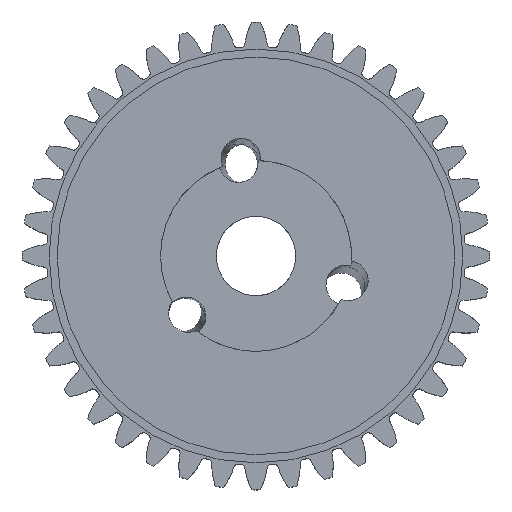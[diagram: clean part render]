
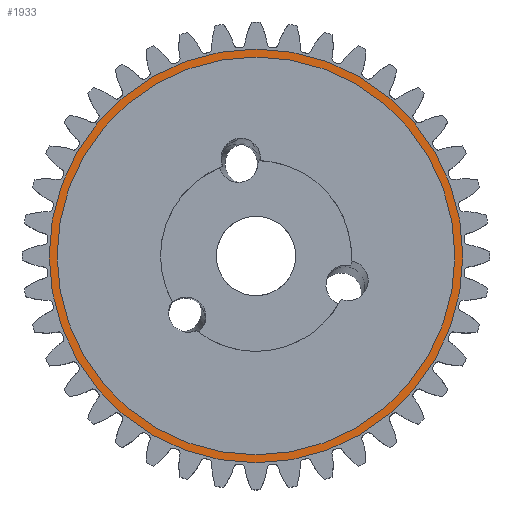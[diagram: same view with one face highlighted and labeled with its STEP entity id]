
A CAD part, top view. The second image highlights one B-rep face of the part: STEP entity #1933.
In plain terms, the highlighted planar face has unit normal (0, 0, 1).
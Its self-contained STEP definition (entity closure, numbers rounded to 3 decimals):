
#76 = PLANE('',#77);
#77 = AXIS2_PLACEMENT_3D('',#78,#79,#80);
#78 = CARTESIAN_POINT('',(0.,0.,18.75));
#79 = DIRECTION('',(0.,0.,1.));
#80 = DIRECTION('',(0.,1.,0.));
#1933 = ADVANCED_FACE('',(#1934,#1973),#1947,.T.);
#1934 = FACE_BOUND('',#1935,.T.);
#1935 = EDGE_LOOP('',(#1936));
#1936 = ORIENTED_EDGE('',*,*,#1937,.F.);
#1937 = EDGE_CURVE('',#1938,#1938,#1940,.T.);
#1938 = VERTEX_POINT('',#1939);
#1939 = CARTESIAN_POINT('',(-13.,0.,18.75));
#1940 = SURFACE_CURVE('',#1941,(#1946,#1962),.PCURVE_S1.);
#1941 = CIRCLE('',#1942,13.);
#1942 = AXIS2_PLACEMENT_3D('',#1943,#1944,#1945);
#1943 = CARTESIAN_POINT('',(0.,0.,18.75));
#1944 = DIRECTION('',(0.,0.,-1.));
#1945 = DIRECTION('',(-1.,0.,0.));
#1946 = PCURVE('',#1947,#1952);
#1947 = PLANE('',#1948);
#1948 = AXIS2_PLACEMENT_3D('',#1949,#1950,#1951);
#1949 = CARTESIAN_POINT('',(0.,0.,18.75));
#1950 = DIRECTION('',(0.,0.,1.));
#1951 = DIRECTION('',(0.,1.,0.));
#1952 = DEFINITIONAL_REPRESENTATION('',(#1953),#1961);
#1953 = ( BOUNDED_CURVE() B_SPLINE_CURVE(2,(#1954,#1955,#1956,#1957,
#1958,#1959,#1960),.UNSPECIFIED.,.T.,.F.) B_SPLINE_CURVE_WITH_KNOTS((1,2
    ,2,2,2,1),(-2.094,0.,2.094,4.189,
6.283,8.378),.UNSPECIFIED.) CURVE() 
GEOMETRIC_REPRESENTATION_ITEM() RATIONAL_B_SPLINE_CURVE((1.,0.5,1.,0.5,
1.,0.5,1.)) REPRESENTATION_ITEM('') );
#1954 = CARTESIAN_POINT('',(0.,13.));
#1955 = CARTESIAN_POINT('',(22.517,13.));
#1956 = CARTESIAN_POINT('',(11.258,-6.5));
#1957 = CARTESIAN_POINT('',(0.,-26.));
#1958 = CARTESIAN_POINT('',(-11.258,-6.5));
#1959 = CARTESIAN_POINT('',(-22.517,13.));
#1960 = CARTESIAN_POINT('',(0.,13.));
#1961 = ( GEOMETRIC_REPRESENTATION_CONTEXT(2) 
PARAMETRIC_REPRESENTATION_CONTEXT() REPRESENTATION_CONTEXT('2D SPACE',''
  ) );
#1962 = PCURVE('',#76,#1963);
#1963 = DEFINITIONAL_REPRESENTATION('',(#1964),#1972);
#1964 = ( BOUNDED_CURVE() B_SPLINE_CURVE(2,(#1965,#1966,#1967,#1968,
#1969,#1970,#1971),.UNSPECIFIED.,.T.,.F.) B_SPLINE_CURVE_WITH_KNOTS((1,2
    ,2,2,2,1),(-2.094,0.,2.094,4.189,
6.283,8.378),.UNSPECIFIED.) CURVE() 
GEOMETRIC_REPRESENTATION_ITEM() RATIONAL_B_SPLINE_CURVE((1.,0.5,1.,0.5,
1.,0.5,1.)) REPRESENTATION_ITEM('') );
#1965 = CARTESIAN_POINT('',(0.,13.));
#1966 = CARTESIAN_POINT('',(22.517,13.));
#1967 = CARTESIAN_POINT('',(11.258,-6.5));
#1968 = CARTESIAN_POINT('',(0.,-26.));
#1969 = CARTESIAN_POINT('',(-11.258,-6.5));
#1970 = CARTESIAN_POINT('',(-22.517,13.));
#1971 = CARTESIAN_POINT('',(0.,13.));
#1972 = ( GEOMETRIC_REPRESENTATION_CONTEXT(2) 
PARAMETRIC_REPRESENTATION_CONTEXT() REPRESENTATION_CONTEXT('2D SPACE',''
  ) );
#1973 = FACE_BOUND('',#1974,.T.);
#1974 = EDGE_LOOP('',(#1975));
#1975 = ORIENTED_EDGE('',*,*,#1976,.T.);
#1976 = EDGE_CURVE('',#1977,#1977,#1979,.T.);
#1977 = VERTEX_POINT('',#1978);
#1978 = CARTESIAN_POINT('',(12.5,0.,18.75));
#1979 = SURFACE_CURVE('',#1980,(#1985,#1996),.PCURVE_S1.);
#1980 = CIRCLE('',#1981,12.5);
#1981 = AXIS2_PLACEMENT_3D('',#1982,#1983,#1984);
#1982 = CARTESIAN_POINT('',(0.,0.,18.75));
#1983 = DIRECTION('',(0.,0.,-1.));
#1984 = DIRECTION('',(1.,0.,0.));
#1985 = PCURVE('',#1947,#1986);
#1986 = DEFINITIONAL_REPRESENTATION('',(#1987),#1995);
#1987 = ( BOUNDED_CURVE() B_SPLINE_CURVE(2,(#1988,#1989,#1990,#1991,
#1992,#1993,#1994),.UNSPECIFIED.,.T.,.F.) B_SPLINE_CURVE_WITH_KNOTS((1,2
    ,2,2,2,1),(-2.094,0.,2.094,4.189,
6.283,8.378),.UNSPECIFIED.) CURVE() 
GEOMETRIC_REPRESENTATION_ITEM() RATIONAL_B_SPLINE_CURVE((1.,0.5,1.,0.5,
1.,0.5,1.)) REPRESENTATION_ITEM('') );
#1988 = CARTESIAN_POINT('',(0.,-12.5));
#1989 = CARTESIAN_POINT('',(-21.651,-12.5));
#1990 = CARTESIAN_POINT('',(-10.825,6.25));
#1991 = CARTESIAN_POINT('',(0.,25.));
#1992 = CARTESIAN_POINT('',(10.825,6.25));
#1993 = CARTESIAN_POINT('',(21.651,-12.5));
#1994 = CARTESIAN_POINT('',(0.,-12.5));
#1995 = ( GEOMETRIC_REPRESENTATION_CONTEXT(2) 
PARAMETRIC_REPRESENTATION_CONTEXT() REPRESENTATION_CONTEXT('2D SPACE',''
  ) );
#1996 = PCURVE('',#1997,#2002);
#1997 = PLANE('',#1998);
#1998 = AXIS2_PLACEMENT_3D('',#1999,#2000,#2001);
#1999 = CARTESIAN_POINT('',(0.,0.,18.75
    ));
#2000 = DIRECTION('',(0.,0.,-1.));
#2001 = DIRECTION('',(-1.,0.,0.));
#2002 = DEFINITIONAL_REPRESENTATION('',(#2003),#2007);
#2003 = CIRCLE('',#2004,12.5);
#2004 = AXIS2_PLACEMENT_2D('',#2005,#2006);
#2005 = CARTESIAN_POINT('',(0.,0.));
#2006 = DIRECTION('',(-1.,0.));
#2007 = ( GEOMETRIC_REPRESENTATION_CONTEXT(2) 
PARAMETRIC_REPRESENTATION_CONTEXT() REPRESENTATION_CONTEXT('2D SPACE',''
  ) );
